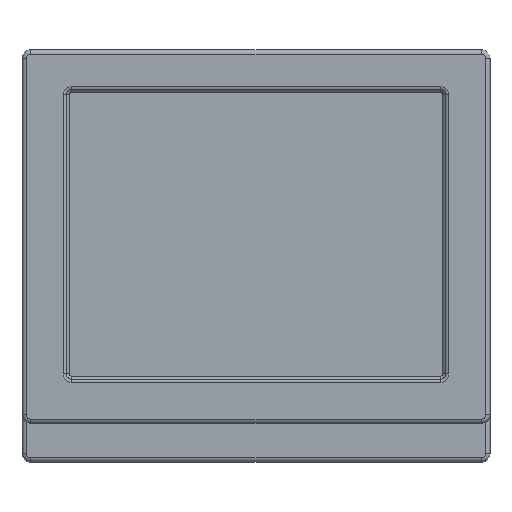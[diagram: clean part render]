
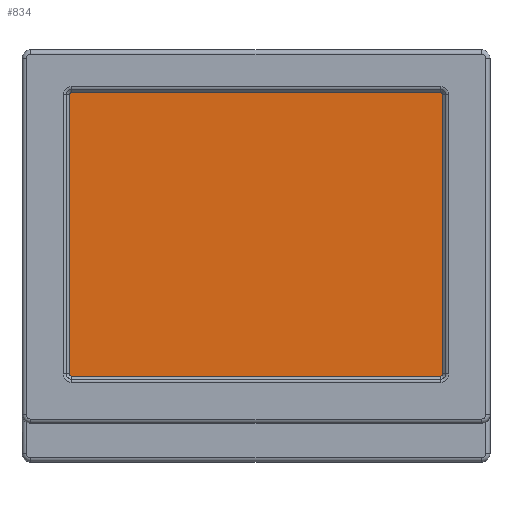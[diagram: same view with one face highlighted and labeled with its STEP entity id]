
A CAD part, top view. The second image highlights one B-rep face of the part: STEP entity #834.
In plain terms, the highlighted planar face has unit normal (0, 0, 1).
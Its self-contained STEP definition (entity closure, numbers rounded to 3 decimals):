
#17 = PLANE ( 'NONE',  #2413 ) ;
#68 = VERTEX_POINT ( 'NONE', #71 ) ;
#71 = CARTESIAN_POINT ( 'NONE',  ( -46.5, -39.25, 3.6 ) ) ;
#175 = VECTOR ( 'NONE', #7367, 1000. ) ;
#461 = VECTOR ( 'NONE', #2723, 1000. ) ;
#566 = DIRECTION ( 'NONE',  ( 0., 0., -1. ) ) ;
#630 = LINE ( 'NONE', #3300, #6569 ) ;
#640 = CARTESIAN_POINT ( 'NONE',  ( 0., 0., 3.6 ) ) ;
#834 = ADVANCED_FACE ( 'NONE', ( #1004 ), #17, .F. ) ;
#958 = CARTESIAN_POINT ( 'NONE',  ( 46.5, 39.25, 3.6 ) ) ;
#1004 = FACE_OUTER_BOUND ( 'NONE', #6159, .T. ) ;
#1268 = DIRECTION ( 'NONE',  ( -1., 0., 0. ) ) ;
#1356 = CARTESIAN_POINT ( 'NONE',  ( 46.5, -39.25, 3.6 ) ) ;
#1631 = EDGE_CURVE ( 'NONE', #2056, #3734, #3247, .T. ) ;
#2056 = VERTEX_POINT ( 'NONE', #1356 ) ;
#2145 = CARTESIAN_POINT ( 'NONE',  ( -46.5, 39.25, 3.6 ) ) ;
#2413 = AXIS2_PLACEMENT_3D ( 'NONE', #640, #566, #1268 ) ;
#2425 = CARTESIAN_POINT ( 'NONE',  ( -46.5, 39.25, 3.6 ) ) ;
#2666 = EDGE_CURVE ( 'NONE', #68, #2056, #630, .T. ) ;
#2723 = DIRECTION ( 'NONE',  ( 0., -1., 0. ) ) ;
#2726 = DIRECTION ( 'NONE',  ( 1., 0., 0. ) ) ;
#3247 = LINE ( 'NONE', #958, #175 ) ;
#3300 = CARTESIAN_POINT ( 'NONE',  ( 46.5, -39.25, 3.6 ) ) ;
#3335 = VECTOR ( 'NONE', #4623, 1000. ) ;
#3354 = ORIENTED_EDGE ( 'NONE', *, *, #2666, .T. ) ;
#3519 = EDGE_CURVE ( 'NONE', #3819, #68, #3720, .T. ) ;
#3720 = LINE ( 'NONE', #2145, #461 ) ;
#3734 = VERTEX_POINT ( 'NONE', #4596 ) ;
#3819 = VERTEX_POINT ( 'NONE', #2425 ) ;
#3917 = ORIENTED_EDGE ( 'NONE', *, *, #3519, .T. ) ;
#4586 = ORIENTED_EDGE ( 'NONE', *, *, #1631, .T. ) ;
#4596 = CARTESIAN_POINT ( 'NONE',  ( 46.5, 39.25, 3.6 ) ) ;
#4623 = DIRECTION ( 'NONE',  ( -1., 0., 0. ) ) ;
#4871 = LINE ( 'NONE', #6904, #3335 ) ;
#5783 = EDGE_CURVE ( 'NONE', #3734, #3819, #4871, .T. ) ;
#6159 = EDGE_LOOP ( 'NONE', ( #3917, #3354, #4586, #6906 ) ) ;
#6569 = VECTOR ( 'NONE', #2726, 1000. ) ;
#6904 = CARTESIAN_POINT ( 'NONE',  ( 46.5, 39.25, 3.6 ) ) ;
#6906 = ORIENTED_EDGE ( 'NONE', *, *, #5783, .T. ) ;
#7367 = DIRECTION ( 'NONE',  ( 0., 1., 0. ) ) ;
